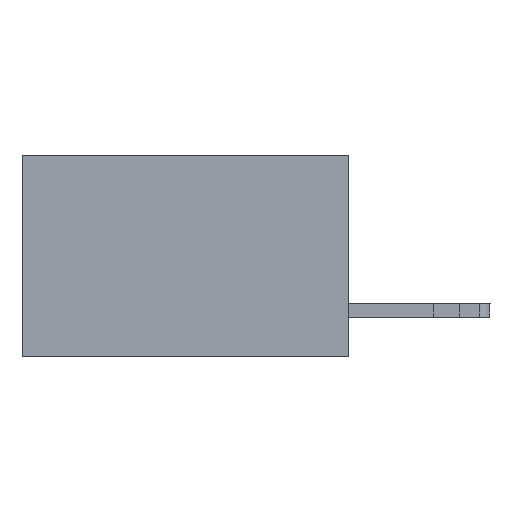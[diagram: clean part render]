
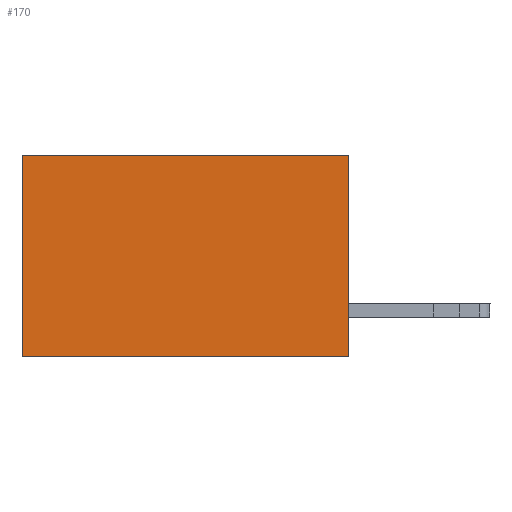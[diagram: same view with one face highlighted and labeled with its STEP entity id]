
A CAD part, left-side view. The second image highlights one B-rep face of the part: STEP entity #170.
In plain terms, the highlighted planar face has unit normal (-1, 0, 0).
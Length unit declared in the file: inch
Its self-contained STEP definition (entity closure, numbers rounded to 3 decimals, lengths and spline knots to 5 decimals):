
#170 = ADVANCED_FACE ( 'NONE', ( #2727 ), #1300, .F. ) ;
#405 = LINE ( 'NONE', #13421, #4213 ) ;
#1300 = PLANE ( 'NONE',  #2992 ) ;
#1596 = VERTEX_POINT ( 'NONE', #6095 ) ;
#2007 = EDGE_CURVE ( 'NONE', #9571, #10448, #405, .T. ) ;
#2099 = EDGE_LOOP ( 'NONE', ( #6064, #5983, #8064, #8046 ) ) ;
#2727 = FACE_OUTER_BOUND ( 'NONE', #2099, .T. ) ;
#2976 = LINE ( 'NONE', #4955, #3307 ) ;
#2992 = AXIS2_PLACEMENT_3D ( 'NONE', #8759, #11975, #7807 ) ;
#3307 = VECTOR ( 'NONE', #8301, 39.37008 ) ;
#3414 = CARTESIAN_POINT ( 'NONE',  ( 0.2615, 0.6, -0.37 ) ) ;
#4111 = EDGE_CURVE ( 'NONE', #1596, #12313, #9634, .T. ) ;
#4213 = VECTOR ( 'NONE', #8145, 39.37008 ) ;
#4559 = VECTOR ( 'NONE', #13752, 39.37008 ) ;
#4955 = CARTESIAN_POINT ( 'NONE',  ( 0.2615, 0., -0.37 ) ) ;
#5465 = VECTOR ( 'NONE', #10513, 39.37008 ) ;
#5983 = ORIENTED_EDGE ( 'NONE', *, *, #13757, .F. ) ;
#6064 = ORIENTED_EDGE ( 'NONE', *, *, #4111, .T. ) ;
#6090 = EDGE_CURVE ( 'NONE', #9571, #1596, #7730, .T. ) ;
#6095 = CARTESIAN_POINT ( 'NONE',  ( 0.2615, 0.6, 0. ) ) ;
#7248 = CARTESIAN_POINT ( 'NONE',  ( 0.2615, 0.6, -0.37 ) ) ;
#7730 = LINE ( 'NONE', #13711, #4559 ) ;
#7807 = DIRECTION ( 'NONE',  ( 0., 0., -1. ) ) ;
#8046 = ORIENTED_EDGE ( 'NONE', *, *, #6090, .T. ) ;
#8064 = ORIENTED_EDGE ( 'NONE', *, *, #2007, .F. ) ;
#8145 = DIRECTION ( 'NONE',  ( 0., 0., -1. ) ) ;
#8301 = DIRECTION ( 'NONE',  ( 0., 1., 0. ) ) ;
#8759 = CARTESIAN_POINT ( 'NONE',  ( 0.2615, 0., -0.37 ) ) ;
#9571 = VERTEX_POINT ( 'NONE', #11614 ) ;
#9634 = LINE ( 'NONE', #7248, #5465 ) ;
#9904 = CARTESIAN_POINT ( 'NONE',  ( 0.2615, 0., -0.37 ) ) ;
#10448 = VERTEX_POINT ( 'NONE', #9904 ) ;
#10513 = DIRECTION ( 'NONE',  ( 0., 0., -1. ) ) ;
#11614 = CARTESIAN_POINT ( 'NONE',  ( 0.2615, 0., 0. ) ) ;
#11975 = DIRECTION ( 'NONE',  ( 1., 0., 0. ) ) ;
#12313 = VERTEX_POINT ( 'NONE', #3414 ) ;
#13421 = CARTESIAN_POINT ( 'NONE',  ( 0.2615, 0., -0.37 ) ) ;
#13711 = CARTESIAN_POINT ( 'NONE',  ( 0.2615, 0., 0. ) ) ;
#13752 = DIRECTION ( 'NONE',  ( 0., 1., 0. ) ) ;
#13757 = EDGE_CURVE ( 'NONE', #10448, #12313, #2976, .T. ) ;
